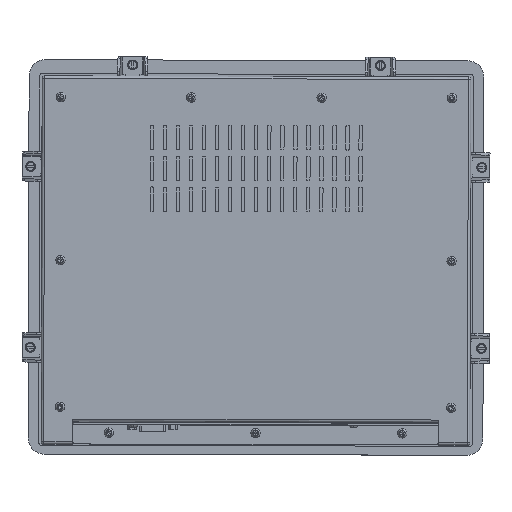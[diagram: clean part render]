
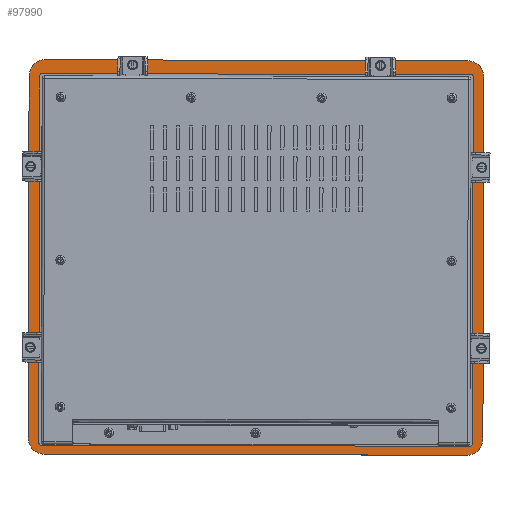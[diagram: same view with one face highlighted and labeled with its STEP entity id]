
A CAD part, top view. The second image highlights one B-rep face of the part: STEP entity #97990.
In plain terms, the highlighted planar face has unit normal (0, 0, 1).
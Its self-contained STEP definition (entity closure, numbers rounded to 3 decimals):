
#627 = VERTEX_POINT ( 'NONE', #20550 ) ;
#3952 = VERTEX_POINT ( 'NONE', #60461 ) ;
#4394 = VERTEX_POINT ( 'NONE', #123467 ) ;
#4633 = LINE ( 'NONE', #29823, #161713 ) ;
#4937 = CARTESIAN_POINT ( 'NONE',  ( 129.5, 114.4, 7.5 ) ) ;
#6258 = EDGE_CURVE ( 'NONE', #135755, #77951, #4633, .T. ) ;
#7637 = CIRCLE ( 'NONE', #61177, 1.5 ) ;
#9592 = CARTESIAN_POINT ( 'NONE',  ( -139.5, 104.4, 7.5 ) ) ;
#10033 = CIRCLE ( 'NONE', #154573, 1.5 ) ;
#12814 = DIRECTION ( 'NONE',  ( 0., -1., 0. ) ) ;
#14644 = FACE_OUTER_BOUND ( 'NONE', #80471, .T. ) ;
#17086 = EDGE_CURVE ( 'NONE', #77951, #113630, #120061, .T. ) ;
#18438 = AXIS2_PLACEMENT_3D ( 'NONE', #42373, #45511, #90992 ) ;
#19361 = EDGE_CURVE ( 'NONE', #4394, #3952, #75302, .T. ) ;
#20550 = CARTESIAN_POINT ( 'NONE',  ( -133., -120.6, 7.5 ) ) ;
#21302 = DIRECTION ( 'NONE',  ( 0., -1., 0. ) ) ;
#25336 = AXIS2_PLACEMENT_3D ( 'NONE', #114415, #65844, #101022 ) ;
#28025 = DIRECTION ( 'NONE',  ( -1., 0., 0. ) ) ;
#29274 = LINE ( 'NONE', #46058, #132690 ) ;
#29686 = AXIS2_PLACEMENT_3D ( 'NONE', #49272, #75238, #152297 ) ;
#29823 = CARTESIAN_POINT ( 'NONE',  ( 139.5, -117.6, 7.5 ) ) ;
#36840 = ORIENTED_EDGE ( 'NONE', *, *, #159652, .F. ) ;
#39010 = CARTESIAN_POINT ( 'NONE',  ( 133., -120.6, 7.5 ) ) ;
#39530 = CARTESIAN_POINT ( 'NONE',  ( -131.5, 105.9, 7.5 ) ) ;
#39697 = ORIENTED_EDGE ( 'NONE', *, *, #40343, .F. ) ;
#40343 = EDGE_CURVE ( 'NONE', #96665, #113630, #161150, .T. ) ;
#40977 = VECTOR ( 'NONE', #165036, 1000. ) ;
#41186 = ORIENTED_EDGE ( 'NONE', *, *, #137017, .F. ) ;
#41785 = CARTESIAN_POINT ( 'NONE',  ( -131.5, -120.6, 7.5 ) ) ;
#42373 = CARTESIAN_POINT ( 'NONE',  ( 129.5, 104.4, 7.5 ) ) ;
#43525 = VECTOR ( 'NONE', #160297, 1000. ) ;
#44766 = CARTESIAN_POINT ( 'NONE',  ( -129.5, 104.4, 7.5 ) ) ;
#45511 = DIRECTION ( 'NONE',  ( 0., 0., 1. ) ) ;
#46058 = CARTESIAN_POINT ( 'NONE',  ( 129.5, -127.6, 7.5 ) ) ;
#47195 = EDGE_CURVE ( 'NONE', #162539, #74150, #10033, .T. ) ;
#48167 = CARTESIAN_POINT ( 'NONE',  ( 131.5, -120.6, 7.5 ) ) ;
#49272 = CARTESIAN_POINT ( 'NONE',  ( 131.5, 104.4, 7.5 ) ) ;
#50569 = CARTESIAN_POINT ( 'NONE',  ( -129.5, -117.6, 7.5 ) ) ;
#53680 = DIRECTION ( 'NONE',  ( 0., 0., 1. ) ) ;
#54122 = CARTESIAN_POINT ( 'NONE',  ( 139.5, 104.4, 7.5 ) ) ;
#55438 = AXIS2_PLACEMENT_3D ( 'NONE', #138131, #126380, #101217 ) ;
#58233 = LINE ( 'NONE', #109311, #160822 ) ;
#59977 = DIRECTION ( 'NONE',  ( 0., -1., 0. ) ) ;
#60461 = CARTESIAN_POINT ( 'NONE',  ( 131.5, 105.9, 7.5 ) ) ;
#60511 = CARTESIAN_POINT ( 'NONE',  ( -129.5, 114.4, 7.5 ) ) ;
#60828 = CIRCLE ( 'NONE', #98195, 10. ) ;
#61177 = AXIS2_PLACEMENT_3D ( 'NONE', #41785, #92847, #144020 ) ;
#64610 = DIRECTION ( 'NONE',  ( 0., 0., -1. ) ) ;
#65844 = DIRECTION ( 'NONE',  ( 0., 0., 1. ) ) ;
#66812 = VERTEX_POINT ( 'NONE', #108779 ) ;
#74150 = VERTEX_POINT ( 'NONE', #39010 ) ;
#74604 = AXIS2_PLACEMENT_3D ( 'NONE', #44766, #95841, #28025 ) ;
#75209 = ORIENTED_EDGE ( 'NONE', *, *, #19361, .F. ) ;
#75238 = DIRECTION ( 'NONE',  ( 0., 0., 1. ) ) ;
#75302 = CIRCLE ( 'NONE', #29686, 1.5 ) ;
#76758 = FACE_BOUND ( 'NONE', #90940, .T. ) ;
#76905 = VECTOR ( 'NONE', #59977, 1000. ) ;
#77092 = VERTEX_POINT ( 'NONE', #125733 ) ;
#77951 = VERTEX_POINT ( 'NONE', #54122 ) ;
#78625 = LINE ( 'NONE', #129663, #165118 ) ;
#78985 = ORIENTED_EDGE ( 'NONE', *, *, #116408, .T. ) ;
#79487 = CARTESIAN_POINT ( 'NONE',  ( -133., 104.4, 7.5 ) ) ;
#80471 = EDGE_LOOP ( 'NONE', ( #78985, #128625, #41186, #124478, #156026, #39697, #36840, #140208 ) ) ;
#81214 = CARTESIAN_POINT ( 'NONE',  ( 139.5, -117.6, 7.5 ) ) ;
#84358 = ORIENTED_EDGE ( 'NONE', *, *, #108390, .F. ) ;
#85870 = CARTESIAN_POINT ( 'NONE',  ( -139.5, 104.4, 7.5 ) ) ;
#87808 = VERTEX_POINT ( 'NONE', #85870 ) ;
#88229 = ORIENTED_EDGE ( 'NONE', *, *, #115091, .F. ) ;
#88285 = CARTESIAN_POINT ( 'NONE',  ( 129.5, -127.6, 7.5 ) ) ;
#89683 = EDGE_CURVE ( 'NONE', #3952, #93200, #100474, .T. ) ;
#90940 = EDGE_LOOP ( 'NONE', ( #100047, #75209, #145584, #120741, #88229, #84358, #114104, #106578 ) ) ;
#90992 = DIRECTION ( 'NONE',  ( 1., 0., 0. ) ) ;
#91251 = VERTEX_POINT ( 'NONE', #79487 ) ;
#91896 = CARTESIAN_POINT ( 'NONE',  ( -131.5, -122.1, 7.5 ) ) ;
#92847 = DIRECTION ( 'NONE',  ( 0., 0., 1. ) ) ;
#93200 = VERTEX_POINT ( 'NONE', #39530 ) ;
#93999 = VERTEX_POINT ( 'NONE', #91896 ) ;
#94319 = DIRECTION ( 'NONE',  ( 0., 1., 0. ) ) ;
#95096 = VECTOR ( 'NONE', #106993, 1000. ) ;
#95841 = DIRECTION ( 'NONE',  ( 0., 0., -1. ) ) ;
#96665 = VERTEX_POINT ( 'NONE', #60511 ) ;
#97990 = ADVANCED_FACE ( 'NONE', ( #76758, #14644 ), #101877, .T. ) ;
#98195 = AXIS2_PLACEMENT_3D ( 'NONE', #50569, #53680, #130670 ) ;
#100047 = ORIENTED_EDGE ( 'NONE', *, *, #89683, .F. ) ;
#100474 = LINE ( 'NONE', #113863, #40977 ) ;
#101022 = DIRECTION ( 'NONE',  ( 1., 0., 0. ) ) ;
#101217 = DIRECTION ( 'NONE',  ( 0., 1., 0. ) ) ;
#101877 = PLANE ( 'NONE',  #25336 ) ;
#105362 = DIRECTION ( 'NONE',  ( 0., 1., 0. ) ) ;
#106578 = ORIENTED_EDGE ( 'NONE', *, *, #131570, .F. ) ;
#106993 = DIRECTION ( 'NONE',  ( 1., 0., 0. ) ) ;
#108390 = EDGE_CURVE ( 'NONE', #627, #93999, #7637, .T. ) ;
#108779 = CARTESIAN_POINT ( 'NONE',  ( -129.5, -127.6, 7.5 ) ) ;
#109311 = CARTESIAN_POINT ( 'NONE',  ( -133., 104.4, 7.5 ) ) ;
#110570 = VERTEX_POINT ( 'NONE', #88285 ) ;
#113630 = VERTEX_POINT ( 'NONE', #4937 ) ;
#113863 = CARTESIAN_POINT ( 'NONE',  ( 131.5, 105.9, 7.5 ) ) ;
#114104 = ORIENTED_EDGE ( 'NONE', *, *, #146321, .F. ) ;
#114415 = CARTESIAN_POINT ( 'NONE',  ( 0., 0., 7.5 ) ) ;
#115091 = EDGE_CURVE ( 'NONE', #93999, #162539, #132951, .T. ) ;
#115633 = DIRECTION ( 'NONE',  ( 1., 0., 0. ) ) ;
#116408 = EDGE_CURVE ( 'NONE', #77092, #66812, #60828, .T. ) ;
#118034 = AXIS2_PLACEMENT_3D ( 'NONE', #155045, #64610, #115633 ) ;
#118148 = CIRCLE ( 'NONE', #118034, 10. ) ;
#120061 = CIRCLE ( 'NONE', #18438, 10. ) ;
#120741 = ORIENTED_EDGE ( 'NONE', *, *, #47195, .F. ) ;
#121614 = CARTESIAN_POINT ( 'NONE',  ( -129.5, 114.4, 7.5 ) ) ;
#121974 = CARTESIAN_POINT ( 'NONE',  ( -131.5, -122.1, 7.5 ) ) ;
#123039 = DIRECTION ( 'NONE',  ( -1., 0., 0. ) ) ;
#123467 = CARTESIAN_POINT ( 'NONE',  ( 133., 104.4, 7.5 ) ) ;
#124478 = ORIENTED_EDGE ( 'NONE', *, *, #6258, .T. ) ;
#125212 = LINE ( 'NONE', #9592, #76905 ) ;
#125733 = CARTESIAN_POINT ( 'NONE',  ( -139.5, -117.6, 7.5 ) ) ;
#126380 = DIRECTION ( 'NONE',  ( 0., 0., 1. ) ) ;
#126812 = DIRECTION ( 'NONE',  ( 0., 0., 1. ) ) ;
#127614 = CIRCLE ( 'NONE', #55438, 1.5 ) ;
#128625 = ORIENTED_EDGE ( 'NONE', *, *, #130113, .F. ) ;
#129663 = CARTESIAN_POINT ( 'NONE',  ( 133., -120.6, 7.5 ) ) ;
#130113 = EDGE_CURVE ( 'NONE', #110570, #66812, #29274, .T. ) ;
#130670 = DIRECTION ( 'NONE',  ( -1., 0., 0. ) ) ;
#131570 = EDGE_CURVE ( 'NONE', #93200, #91251, #127614, .T. ) ;
#131803 = EDGE_CURVE ( 'NONE', #74150, #4394, #78625, .T. ) ;
#132690 = VECTOR ( 'NONE', #123039, 1000. ) ;
#132951 = LINE ( 'NONE', #121974, #95096 ) ;
#135755 = VERTEX_POINT ( 'NONE', #81214 ) ;
#137017 = EDGE_CURVE ( 'NONE', #135755, #110570, #118148, .T. ) ;
#138131 = CARTESIAN_POINT ( 'NONE',  ( -131.5, 104.4, 7.5 ) ) ;
#140208 = ORIENTED_EDGE ( 'NONE', *, *, #163113, .T. ) ;
#144020 = DIRECTION ( 'NONE',  ( -1., 0., 0. ) ) ;
#145584 = ORIENTED_EDGE ( 'NONE', *, *, #131803, .F. ) ;
#146321 = EDGE_CURVE ( 'NONE', #91251, #627, #58233, .T. ) ;
#152297 = DIRECTION ( 'NONE',  ( 1., 0., 0. ) ) ;
#154573 = AXIS2_PLACEMENT_3D ( 'NONE', #48167, #126812, #12814 ) ;
#154856 = CIRCLE ( 'NONE', #74604, 10. ) ;
#155045 = CARTESIAN_POINT ( 'NONE',  ( 129.5, -117.6, 7.5 ) ) ;
#156026 = ORIENTED_EDGE ( 'NONE', *, *, #17086, .T. ) ;
#156560 = CARTESIAN_POINT ( 'NONE',  ( 131.5, -122.1, 7.5 ) ) ;
#159652 = EDGE_CURVE ( 'NONE', #87808, #96665, #154856, .T. ) ;
#160297 = DIRECTION ( 'NONE',  ( 1., 0., 0. ) ) ;
#160822 = VECTOR ( 'NONE', #21302, 1000. ) ;
#161150 = LINE ( 'NONE', #121614, #43525 ) ;
#161713 = VECTOR ( 'NONE', #94319, 1000. ) ;
#162539 = VERTEX_POINT ( 'NONE', #156560 ) ;
#163113 = EDGE_CURVE ( 'NONE', #87808, #77092, #125212, .T. ) ;
#165036 = DIRECTION ( 'NONE',  ( -1., 0., 0. ) ) ;
#165118 = VECTOR ( 'NONE', #105362, 1000. ) ;
